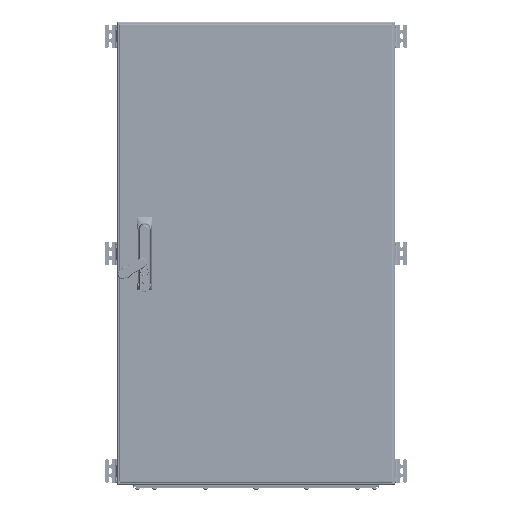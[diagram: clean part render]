
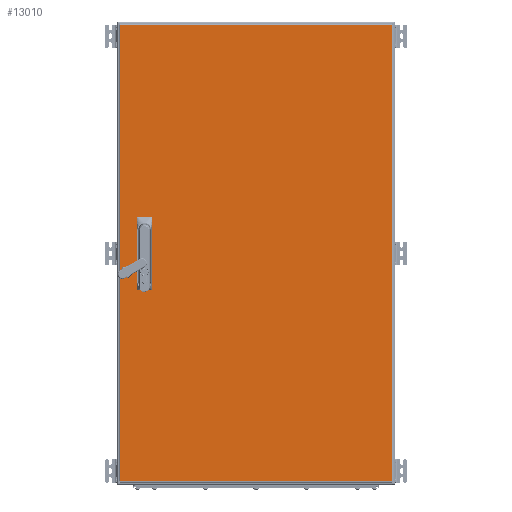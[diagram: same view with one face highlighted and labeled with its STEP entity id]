
A CAD part, top view. The second image highlights one B-rep face of the part: STEP entity #13010.
In plain terms, the highlighted planar face has unit normal (0, 0, 1).
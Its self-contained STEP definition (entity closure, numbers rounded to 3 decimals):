
#1248 = DIRECTION ( 'NONE',  ( -1., 0., 0. ) ) ;
#5634 = EDGE_CURVE ( 'NONE', #135517, #181305, #61581, .T. ) ;
#7099 = VECTOR ( 'NONE', #142207, 1000. ) ;
#9493 = ORIENTED_EDGE ( 'NONE', *, *, #78325, .T. ) ;
#11418 = VERTEX_POINT ( 'NONE', #14795 ) ;
#13010 = ADVANCED_FACE ( 'NONE', ( #76332, #182124, #181159 ), #180194, .F. ) ;
#14795 = CARTESIAN_POINT ( 'NONE',  ( -253.8, 25., 0. ) ) ;
#14809 = CARTESIAN_POINT ( 'NONE',  ( -228.8, -25., 0. ) ) ;
#17546 = CARTESIAN_POINT ( 'NONE',  ( -293., -493., 0. ) ) ;
#17552 = LINE ( 'NONE', #78809, #148049 ) ;
#18521 = CARTESIAN_POINT ( 'NONE',  ( 293., -493., 0. ) ) ;
#19678 = LINE ( 'NONE', #70950, #7099 ) ;
#22763 = LINE ( 'NONE', #171045, #65185 ) ;
#25098 = AXIS2_PLACEMENT_3D ( 'NONE', #60572, #118897, #1248 ) ;
#25237 = ORIENTED_EDGE ( 'NONE', *, *, #67733, .T. ) ;
#26323 = ORIENTED_EDGE ( 'NONE', *, *, #177338, .T. ) ;
#33778 = ORIENTED_EDGE ( 'NONE', *, *, #86541, .T. ) ;
#34883 = CARTESIAN_POINT ( 'NONE',  ( -293., 494.293, 0. ) ) ;
#35144 = LINE ( 'NONE', #91551, #44077 ) ;
#39706 = EDGE_CURVE ( 'NONE', #105234, #52539, #17552, .T. ) ;
#41462 = CARTESIAN_POINT ( 'NONE',  ( -253.8, -75., 0. ) ) ;
#41719 = DIRECTION ( 'NONE',  ( 0., -1., 0. ) ) ;
#43394 = LINE ( 'NONE', #120442, #94464 ) ;
#43643 = VERTEX_POINT ( 'NONE', #18521 ) ;
#44077 = VECTOR ( 'NONE', #124037, 1000. ) ;
#45866 = DIRECTION ( 'NONE',  ( -1., 0., 0. ) ) ;
#47637 = CARTESIAN_POINT ( 'NONE',  ( 293., -494.293, 0. ) ) ;
#48975 = VECTOR ( 'NONE', #168229, 1000. ) ;
#52539 = VERTEX_POINT ( 'NONE', #41462 ) ;
#57418 = ORIENTED_EDGE ( 'NONE', *, *, #184351, .F. ) ;
#58495 = ORIENTED_EDGE ( 'NONE', *, *, #162591, .F. ) ;
#59311 = DIRECTION ( 'NONE',  ( -1., 0., 0. ) ) ;
#59560 = CARTESIAN_POINT ( 'NONE',  ( -228.8, -75., 0. ) ) ;
#60572 = CARTESIAN_POINT ( 'NONE',  ( 0., 0., 0. ) ) ;
#61581 = LINE ( 'NONE', #34883, #112547 ) ;
#62357 = EDGE_LOOP ( 'NONE', ( #97451, #26323, #134266, #167486 ) ) ;
#65185 = VECTOR ( 'NONE', #45866, 1000. ) ;
#65929 = VECTOR ( 'NONE', #41719, 1000. ) ;
#66072 = LINE ( 'NONE', #184732, #118648 ) ;
#67733 = EDGE_CURVE ( 'NONE', #52539, #151167, #19678, .T. ) ;
#70950 = CARTESIAN_POINT ( 'NONE',  ( -253.8, -75., 0. ) ) ;
#72154 = LINE ( 'NONE', #14809, #161658 ) ;
#76332 = FACE_BOUND ( 'NONE', #193904, .T. ) ;
#78325 = EDGE_CURVE ( 'NONE', #86328, #11418, #22763, .T. ) ;
#78809 = CARTESIAN_POINT ( 'NONE',  ( -228.8, -75., 0. ) ) ;
#79806 = VERTEX_POINT ( 'NONE', #156048 ) ;
#80426 = VERTEX_POINT ( 'NONE', #115965 ) ;
#81104 = EDGE_LOOP ( 'NONE', ( #81539, #25237, #169790, #81789 ) ) ;
#81273 = CARTESIAN_POINT ( 'NONE',  ( -228.8, -75., 0. ) ) ;
#81539 = ORIENTED_EDGE ( 'NONE', *, *, #39706, .T. ) ;
#81789 = ORIENTED_EDGE ( 'NONE', *, *, #149658, .F. ) ;
#86328 = VERTEX_POINT ( 'NONE', #172202 ) ;
#86541 = EDGE_CURVE ( 'NONE', #80426, #86328, #105887, .T. ) ;
#91551 = CARTESIAN_POINT ( 'NONE',  ( 294.293, 493., 0. ) ) ;
#92897 = LINE ( 'NONE', #59560, #106502 ) ;
#92988 = CARTESIAN_POINT ( 'NONE',  ( -293., 493., 0. ) ) ;
#94464 = VECTOR ( 'NONE', #104667, 1000. ) ;
#97451 = ORIENTED_EDGE ( 'NONE', *, *, #99267, .T. ) ;
#98388 = VERTEX_POINT ( 'NONE', #102556 ) ;
#99267 = EDGE_CURVE ( 'NONE', #181305, #43643, #66072, .T. ) ;
#102556 = CARTESIAN_POINT ( 'NONE',  ( -253.8, 75., 0. ) ) ;
#102877 = CARTESIAN_POINT ( 'NONE',  ( -253.8, -25., 0. ) ) ;
#104667 = DIRECTION ( 'NONE',  ( 0., -1., 0. ) ) ;
#104738 = EDGE_CURVE ( 'NONE', #190511, #135517, #35144, .T. ) ;
#105234 = VERTEX_POINT ( 'NONE', #81273 ) ;
#105887 = LINE ( 'NONE', #148409, #65929 ) ;
#106502 = VECTOR ( 'NONE', #168941, 1000. ) ;
#107930 = DIRECTION ( 'NONE',  ( 0., 1., 0. ) ) ;
#108520 = DIRECTION ( 'NONE',  ( -1., 0., 0. ) ) ;
#112547 = VECTOR ( 'NONE', #185090, 1000. ) ;
#115965 = CARTESIAN_POINT ( 'NONE',  ( -228.8, 75., 0. ) ) ;
#118648 = VECTOR ( 'NONE', #167973, 1000. ) ;
#118897 = DIRECTION ( 'NONE',  ( 0., 0., -1. ) ) ;
#120442 = CARTESIAN_POINT ( 'NONE',  ( -253.8, 0., 0. ) ) ;
#123696 = LINE ( 'NONE', #47637, #142274 ) ;
#124037 = DIRECTION ( 'NONE',  ( -1., 0., 0. ) ) ;
#134266 = ORIENTED_EDGE ( 'NONE', *, *, #104738, .T. ) ;
#135517 = VERTEX_POINT ( 'NONE', #92988 ) ;
#138561 = LINE ( 'NONE', #182092, #48975 ) ;
#142207 = DIRECTION ( 'NONE',  ( 0., 1., 0. ) ) ;
#142274 = VECTOR ( 'NONE', #107930, 1000. ) ;
#148049 = VECTOR ( 'NONE', #108520, 1000. ) ;
#148409 = CARTESIAN_POINT ( 'NONE',  ( -228.8, 0., 0. ) ) ;
#149658 = EDGE_CURVE ( 'NONE', #105234, #79806, #92897, .T. ) ;
#151167 = VERTEX_POINT ( 'NONE', #102877 ) ;
#156048 = CARTESIAN_POINT ( 'NONE',  ( -228.8, -25., 0. ) ) ;
#157373 = CARTESIAN_POINT ( 'NONE',  ( 293., 493., 0. ) ) ;
#161658 = VECTOR ( 'NONE', #59311, 1000. ) ;
#162591 = EDGE_CURVE ( 'NONE', #98388, #11418, #43394, .T. ) ;
#167486 = ORIENTED_EDGE ( 'NONE', *, *, #5634, .T. ) ;
#167973 = DIRECTION ( 'NONE',  ( 1., 0., 0. ) ) ;
#168229 = DIRECTION ( 'NONE',  ( -1., 0., 0. ) ) ;
#168941 = DIRECTION ( 'NONE',  ( 0., 1., 0. ) ) ;
#169790 = ORIENTED_EDGE ( 'NONE', *, *, #186768, .F. ) ;
#171045 = CARTESIAN_POINT ( 'NONE',  ( 0., 25., 0. ) ) ;
#172202 = CARTESIAN_POINT ( 'NONE',  ( -228.8, 25., 0. ) ) ;
#177338 = EDGE_CURVE ( 'NONE', #43643, #190511, #123696, .T. ) ;
#180194 = PLANE ( 'NONE',  #25098 ) ;
#181159 = FACE_BOUND ( 'NONE', #81104, .T. ) ;
#181305 = VERTEX_POINT ( 'NONE', #17546 ) ;
#182092 = CARTESIAN_POINT ( 'NONE',  ( 0., 75., 0. ) ) ;
#182124 = FACE_OUTER_BOUND ( 'NONE', #62357, .T. ) ;
#184351 = EDGE_CURVE ( 'NONE', #80426, #98388, #138561, .T. ) ;
#184732 = CARTESIAN_POINT ( 'NONE',  ( -294.293, -493., 0. ) ) ;
#185090 = DIRECTION ( 'NONE',  ( 0., -1., 0. ) ) ;
#186768 = EDGE_CURVE ( 'NONE', #79806, #151167, #72154, .T. ) ;
#190511 = VERTEX_POINT ( 'NONE', #157373 ) ;
#193904 = EDGE_LOOP ( 'NONE', ( #58495, #57418, #33778, #9493 ) ) ;
